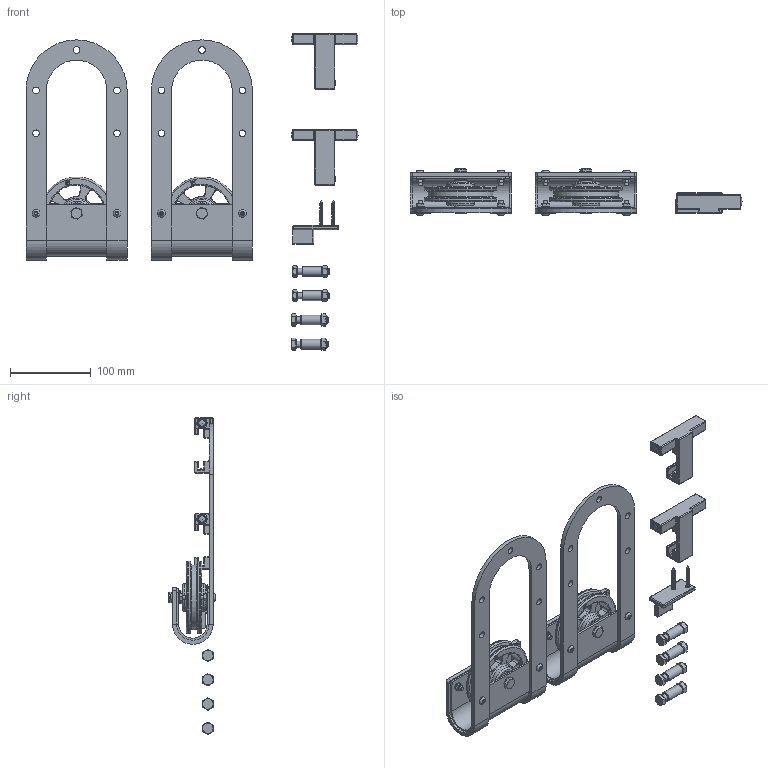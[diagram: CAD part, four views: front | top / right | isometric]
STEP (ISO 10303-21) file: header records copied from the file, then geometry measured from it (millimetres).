
FILE_DESCRIPTION(/* description */ (''),/* implementation_level */ '2;1');
FILE_NAME(/* name */ '.stp',/* time_stamp */ '2019-08-29T10:44:23+02:00',/* author */ ('WG'),/* organization */ (''),/* preprocessor_version */ 'ST-DEVELOPER v17.2',/* originating_system */ 'Autodesk Inventor 2019',/* authorisation */ '');
FILE_SCHEMA (('AUTOMOTIVE_DESIGN { 1 0 10303 214 3 1 1 }'));
Length unit declared in the file: millimetre
Products named in the file (27): RD-B-B; VAL-RD 872.00r00 Magni Hanger with roller with holes (23599_B); VAL-RD 871.01r00 - Frame of MAGNI Hanger (23598); VAL-RD 871.02r00 - Plate of MAGNI Hanger (23597); ISO 7380-1 - M5 x 16; DIN 6797 - A 5,3; DIN 934 - M5 x 0,8; DIN 439 - M8 x 1,25; DIN 6797 - A 8,4; VAL-RD 080.00r00 - Roller with holes; VAL-RD 080.01r00 - Roller with holes; DIN 625 SKF - SKF 628-2Z; Tube 10,5x16x12 - Dremec; DIN 988 (S) - 8x14; DIN 931-1 - M8 x 50; DIN 34815, PA6 _argip; RD-A-B_butée; RD-A-B_butée corps; RD-A-B_butée plastique; RD-A-B_vis verrouillage butée; VAL-RD 030.00r00 Bottom guide standard; 1103R; DIN7997 4x35 Pz; VAl-RD 120.00r00 - Antyjumper Thor; RD-A-B_antidegondage tube; RD-A-B_antidegondage ecrou; RD-A-B_antidegondage Vis
Assembly tree (46 placements, depth 4):
  RD-B-B
    VAL-RD 872.00r00 Magni Hanger with roller with holes (23599_B)  x2
      VAL-RD 871.01r00 - Frame of MAGNI Hanger (23598)
      VAL-RD 871.02r00 - Plate of MAGNI Hanger (23597)
      ISO 7380-1 - M5 x 16
      DIN 6797 - A 5,3
      DIN 934 - M5 x 0,8
      DIN 439 - M8 x 1,25
      DIN 6797 - A 8,4
      DIN 34815, PA6 _argip
      VAL-RD 080.00r00 - Roller with holes
        VAL-RD 080.01r00 - Roller with holes
        DIN 625 SKF - SKF 628-2Z  x2
        Tube 10,5x16x12 - Dremec
        DIN 988 (S) - 8x14
      DIN 931-1 - M8 x 50
    RD-A-B_butée  x2
      RD-A-B_butée corps
      RD-A-B_butée plastique
      RD-A-B_vis verrouillage butée
    VAL-RD 030.00r00 Bottom guide standard
      1103R
      DIN7997 4x35 Pz  x2
    VAl-RD 120.00r00 - Antyjumper Thor  x4
      RD-A-B_antidegondage tube
      RD-A-B_antidegondage ecrou
      RD-A-B_antidegondage Vis
Bounding box: 410.5 x 57.75 x 391.57 mm (x, y, z)
Volume: 530138 mm3; surface area: 297996.5 mm2
Topology: 75 solids, 75 shells, 2364 faces, 6243 edges, 4020 vertices
Faces by surface type: cylinder 880, plane 800, torus 334, cone 204, bspline 80, sphere 66
Full cylindrical faces by diameter (mm): 1.905 x2, 2.8 x32, 3.242 x4, 4 x4, 4.134 x8, 5 x8, 5.3 x8, 5.5 x8, 6 x10, 6.647 x6, 7.4 x2, 8 x16, 8.2 x18, 8.4 x10, 9 x2, 9.5 x8, 10 x6, 11.6 x6, 11.8 x2, 12 x4, 13.12 x8, 14 x2, 16 x6, 18.88 x8, 24 x6, 34 x4, 80 x2, 90 x4
Entity records: 41225 total; most frequent: CARTESIAN_POINT 18317, DIRECTION 4905, ORIENTED_EDGE 4454, EDGE_CURVE 2227, AXIS2_PLACEMENT_3D 2017, VERTEX_POINT 1413, CIRCLE 1077, EDGE_LOOP 972
